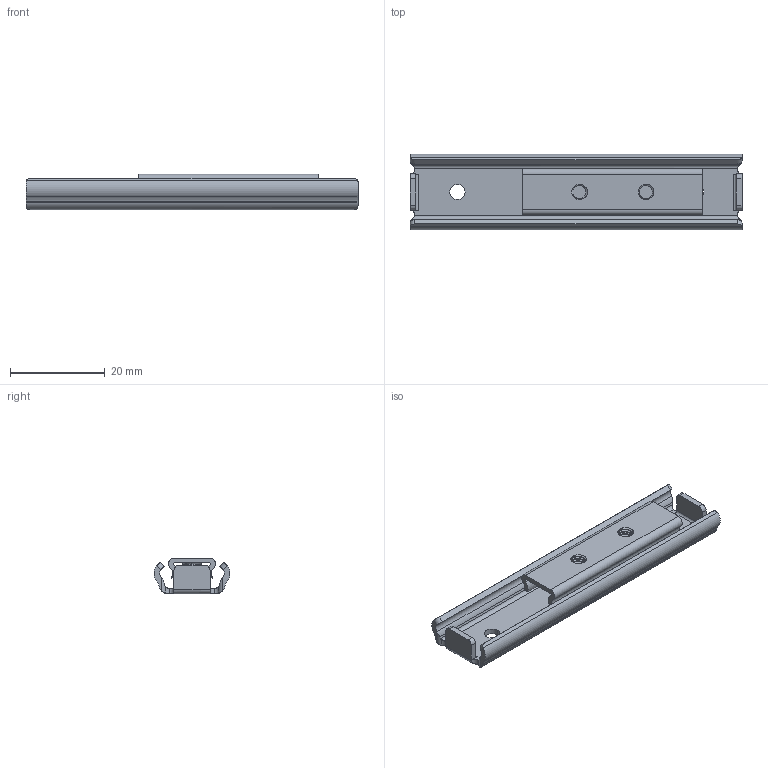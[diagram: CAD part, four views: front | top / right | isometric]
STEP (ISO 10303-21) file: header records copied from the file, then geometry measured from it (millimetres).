
FILE_DESCRIPTION (( 'STEP AP203' ), '1' );
FILE_NAME ('U1611-70.STEP', '2020-06-03T01:43:12', ( '' ), ( '' ), 'SwSTEP 2.0', 'SolidWorks 2019', '' );
FILE_SCHEMA (( 'CONFIG_CONTROL_DESIGN' ));
Length unit declared in the file: millimetre
Products named in the file (3): U1611-70 OM; U1611-70; U1611-70 IM
Assembly tree (2 placements, depth 2):
  U1611-70
    U1611-70 OM
    U1611-70 IM
Bounding box: 70 x 16 x 7.5 mm (x, y, z)
Volume: 2681.1 mm3; surface area: 5108.9 mm2
Topology: 2 solids, 2 shells, 127 faces, 353 edges, 232 vertices
Faces by surface type: cylinder 69, plane 40, torus 12, bspline 6
Entity records: 6318 total; most frequent: CARTESIAN_POINT 2929, ORIENTED_EDGE 706, DIRECTION 601, EDGE_CURVE 353, AXIS2_PLACEMENT_3D 232, VERTEX_POINT 232, VECTOR 137, EDGE_LOOP 137
